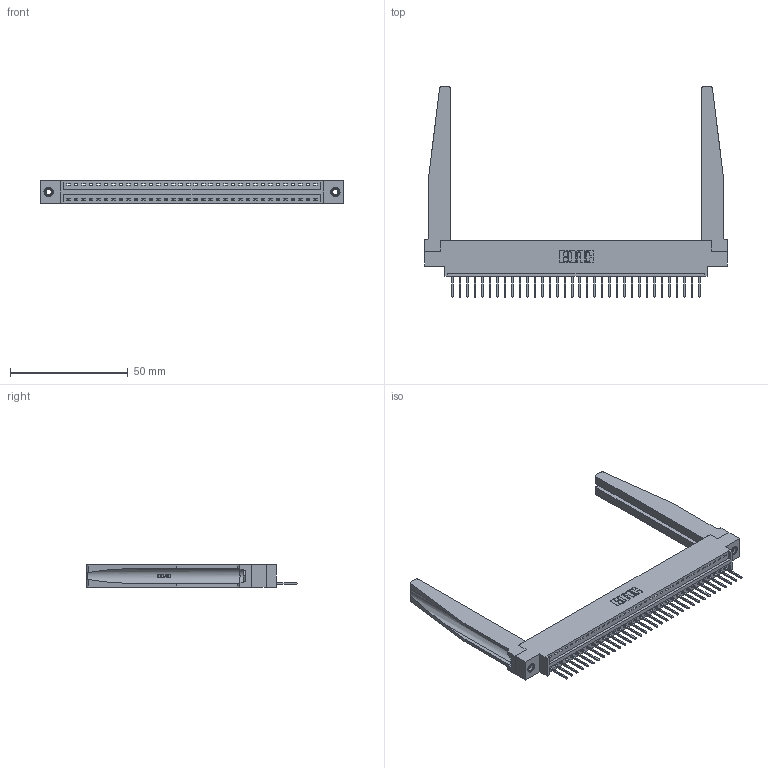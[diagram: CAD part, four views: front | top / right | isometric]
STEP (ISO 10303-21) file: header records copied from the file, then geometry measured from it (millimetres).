
FILE_DESCRIPTION (( 'STEP AP203' ), '1' );
FILE_NAME ('346-034-526-678.STEP', '2022-05-06T21:30:11', ( '' ), ( '' ), 'SwSTEP 2.0', 'SolidWorks 2020', '' );
FILE_SCHEMA (( 'CONFIG_CONTROL_DESIGN' ));
Length unit declared in the file: inch
Products named in the file (5): 346-220-078_345-220-078; 345-292-001_345-293-126; 345-250-001_345-250-001-102; 346 Part_0.170 Offset - 0.156 Dia-TH; 346-034-526-678
Assembly tree (39 placements, depth 2):
  346-034-526-678
    346 Part_0.170 Offset - 0.156 Dia-TH
    345-292-001_345-293-126  x34
    346-220-078_345-220-078  x2
    345-250-001_345-250-001-102  x2
Bounding box: 128.52 x 89.41 x 9.4 mm (x, y, z)
Volume: 18956.5 mm3; surface area: 21671.3 mm2
Topology: 39 solids, 39 shells, 2346 faces, 6969 edges, 4590 vertices
Faces by surface type: plane 1596, cylinder 698, bspline 36, cone 12, torus 4
Entity records: 27492 total; most frequent: CARTESIAN_POINT 5631, ORIENTED_EDGE 4486, DIRECTION 3961, EDGE_CURVE 2243, VECTOR 1881, LINE 1881, VERTEX_POINT 1488, AXIS2_PLACEMENT_3D 1040
